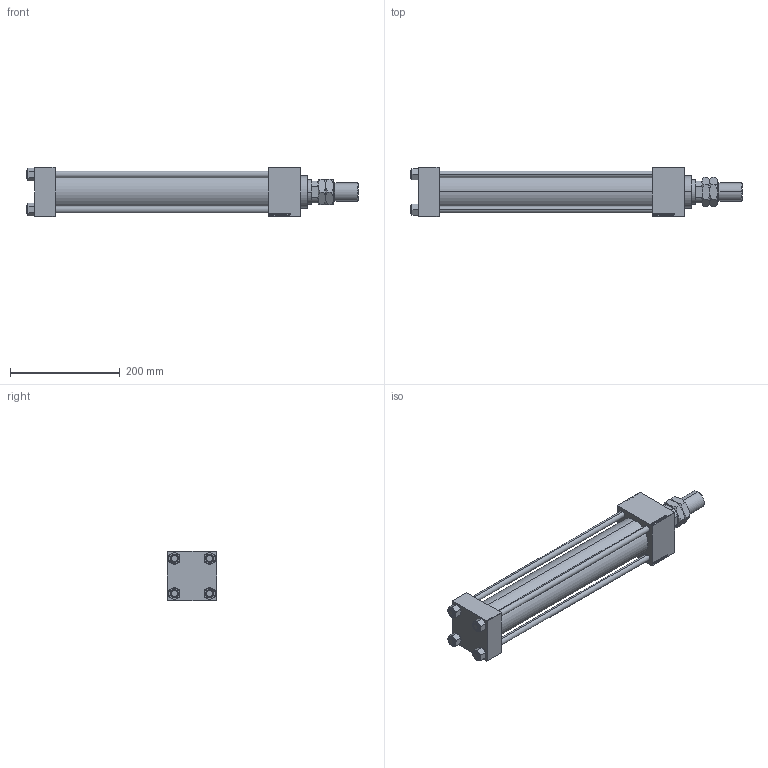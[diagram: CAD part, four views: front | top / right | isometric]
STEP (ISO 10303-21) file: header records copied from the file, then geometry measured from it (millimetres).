
FILE_DESCRIPTION (( 'STEP AP203' ), '1' );
FILE_NAME ('a816.STEP', '2022-04-15T06:04:44', ( '' ), ( '' ), 'SwSTEP 2.0', 'SolidWorks 2019', '' );
FILE_SCHEMA (( 'CONFIG_CONTROL_DESIGN' ));
Length unit declared in the file: millimetre
Products named in the file (7): V215CR_C_Body f1e1a8355a2bf5c2167c048b0705e53f; V215CR_VCP_C f1e1a8355a2bf5c2167c048b0705e53f; a816; V215CR_C_TYCINKA f1e1a8355a2bf5c2167c048b0705e53f; V215_VC_A f1e1a8355a2bf5c2167c048b0705e53f; MTA f1e1a8355a2bf5c2167c048b0705e53f; NUT_M5_C f1e1a8355a2bf5c2167c048b0705e53f
Assembly tree (12 placements, depth 2):
  a816
    V215CR_C_Body f1e1a8355a2bf5c2167c048b0705e53f
    V215CR_VCP_C f1e1a8355a2bf5c2167c048b0705e53f
    NUT_M5_C f1e1a8355a2bf5c2167c048b0705e53f  x4
    V215CR_C_TYCINKA f1e1a8355a2bf5c2167c048b0705e53f  x4
    V215_VC_A f1e1a8355a2bf5c2167c048b0705e53f
    MTA f1e1a8355a2bf5c2167c048b0705e53f
Bounding box: 606 x 90 x 90 mm (x, y, z)
Volume: 1965853.7 mm3; surface area: 436142.6 mm2
Topology: 12 solids, 12 shells, 1201 faces, 2984 edges, 1923 vertices
Faces by surface type: plane 542, bspline 392, cone 164, cylinder 93, torus 10
Entity records: 51988 total; most frequent: CARTESIAN_POINT 27747, ORIENTED_EDGE 5460, DIRECTION 3508, EDGE_CURVE 2730, VERTEX_POINT 1779, LINE 1614, VECTOR 1614, EDGE_LOOP 1209
